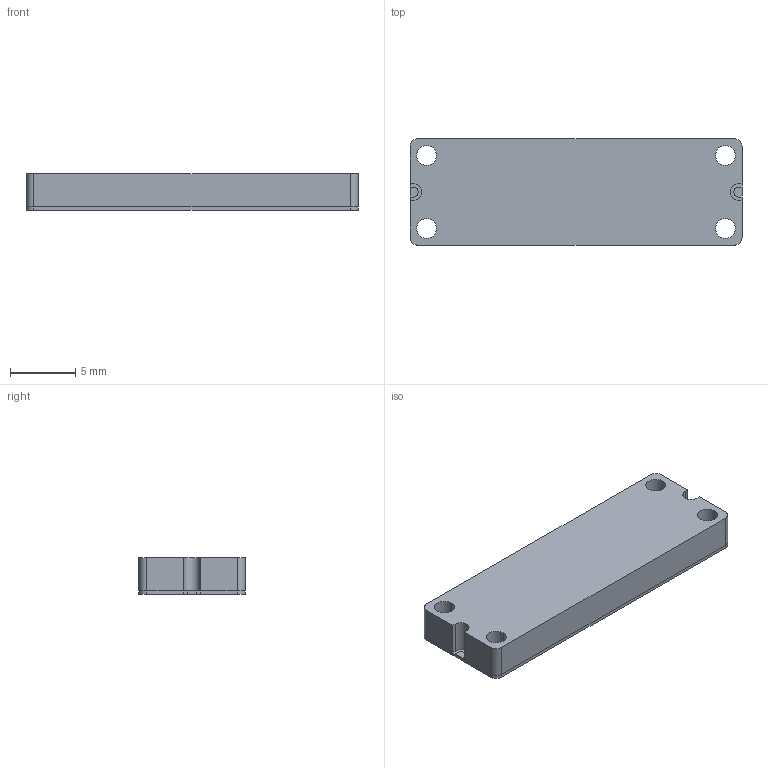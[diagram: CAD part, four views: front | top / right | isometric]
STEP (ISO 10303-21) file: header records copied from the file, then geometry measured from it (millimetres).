
FILE_DESCRIPTION((''),'2;1');
FILE_NAME('MARKI-MICROWAVE_FLSM1000.stp','2014-03-25T09:59:35',(''),(''),'Mechanical Desktop 2011','Mechanical Desktop 2011',', , ');
FILE_SCHEMA(('AUTOMOTIVE_DESIGN { 1 2 10303 214 1 1 1 1 }'));
Length unit declared in the file: millimetre
Products named in the file (1): Product
Bounding box: 25.4 x 8.13 x 2.79 mm (x, y, z)
Volume: 550.9 mm3; surface area: 1040.3 mm2
Topology: 6 solids, 6 shells, 84 faces, 216 edges, 144 vertices
Faces by surface type: plane 42, cylinder 32, bspline 10
Entity records: 2673 total; most frequent: CARTESIAN_POINT 503, DIRECTION 434, ORIENTED_EDGE 432, EDGE_CURVE 216, VECTOR 148, LINE 148, VERTEX_POINT 144, AXIS2_PLACEMENT_3D 143
